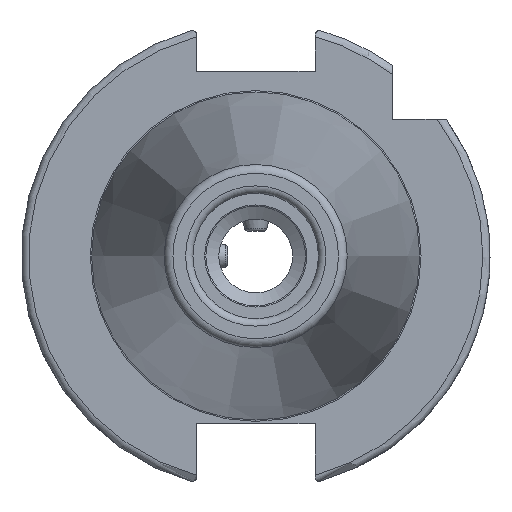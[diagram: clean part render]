
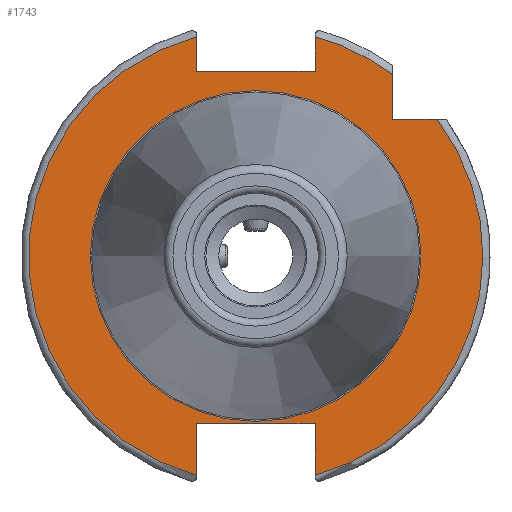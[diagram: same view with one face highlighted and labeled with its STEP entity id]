
A CAD part, left-side view. The second image highlights one B-rep face of the part: STEP entity #1743.
In plain terms, the highlighted planar face has unit normal (-1, 0, 0).
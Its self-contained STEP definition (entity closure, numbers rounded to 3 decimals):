
#88=FACE_BOUND('',#346,.T.);
#116=PLANE('',#1970);
#235=FACE_OUTER_BOUND('',#345,.T.);
#345=EDGE_LOOP('',(#1462,#1463,#1464,#1465,#1466,#1467,#1468,#1469,#1470,
#1471,#1472));
#346=EDGE_LOOP('',(#1473));
#416=LINE('',#2871,#528);
#423=LINE('',#2914,#535);
#445=LINE('',#3154,#557);
#458=LINE('',#3243,#570);
#462=LINE('',#3264,#574);
#464=LINE('',#3267,#576);
#465=LINE('',#3270,#577);
#466=LINE('',#3271,#578);
#528=VECTOR('',#2198,10.);
#535=VECTOR('',#2207,10.);
#557=VECTOR('',#2303,10.);
#570=VECTOR('',#2342,10.);
#574=VECTOR('',#2364,10.);
#576=VECTOR('',#2368,10.);
#577=VECTOR('',#2371,10.);
#578=VECTOR('',#2372,10.);
#651=CIRCLE('',#1911,30.775);
#667=CIRCLE('',#1944,30.775);
#671=CIRCLE('',#1953,30.775);
#676=CIRCLE('',#1971,22.4);
#764=VERTEX_POINT('',#2869);
#765=VERTEX_POINT('',#2870);
#774=VERTEX_POINT('',#2913);
#783=VERTEX_POINT('',#2955);
#810=VERTEX_POINT('',#3103);
#811=VERTEX_POINT('',#3110);
#820=VERTEX_POINT('',#3152);
#827=VERTEX_POINT('',#3202);
#835=VERTEX_POINT('',#3242);
#840=VERTEX_POINT('',#3263);
#841=VERTEX_POINT('',#3269);
#842=VERTEX_POINT('',#3272);
#951=EDGE_CURVE('',#764,#765,#416,.T.);
#962=EDGE_CURVE('',#774,#764,#423,.T.);
#972=EDGE_CURVE('',#774,#783,#651,.T.);
#1016=EDGE_CURVE('',#810,#811,#667,.T.);
#1028=EDGE_CURVE('',#810,#820,#445,.T.);
#1039=EDGE_CURVE('',#827,#765,#671,.T.);
#1053=EDGE_CURVE('',#835,#811,#458,.T.);
#1062=EDGE_CURVE('',#840,#783,#462,.T.);
#1064=EDGE_CURVE('',#820,#840,#464,.T.);
#1065=EDGE_CURVE('',#827,#841,#465,.T.);
#1066=EDGE_CURVE('',#841,#835,#466,.T.);
#1067=EDGE_CURVE('',#842,#842,#676,.T.);
#1462=ORIENTED_EDGE('',*,*,#951,.T.);
#1463=ORIENTED_EDGE('',*,*,#1039,.F.);
#1464=ORIENTED_EDGE('',*,*,#1065,.T.);
#1465=ORIENTED_EDGE('',*,*,#1066,.T.);
#1466=ORIENTED_EDGE('',*,*,#1053,.T.);
#1467=ORIENTED_EDGE('',*,*,#1016,.F.);
#1468=ORIENTED_EDGE('',*,*,#1028,.T.);
#1469=ORIENTED_EDGE('',*,*,#1064,.T.);
#1470=ORIENTED_EDGE('',*,*,#1062,.T.);
#1471=ORIENTED_EDGE('',*,*,#972,.F.);
#1472=ORIENTED_EDGE('',*,*,#962,.T.);
#1473=ORIENTED_EDGE('',*,*,#1067,.T.);
#1743=ADVANCED_FACE('',(#235,#88),#116,.T.);
#1911=AXIS2_PLACEMENT_3D('',#2956,#2215,#2216);
#1944=AXIS2_PLACEMENT_3D('',#3111,#2292,#2293);
#1953=AXIS2_PLACEMENT_3D('',#3209,#2318,#2319);
#1970=AXIS2_PLACEMENT_3D('',#3268,#2369,#2370);
#1971=AXIS2_PLACEMENT_3D('',#3273,#2373,#2374);
#2198=DIRECTION('',(0.,0.,1.));
#2207=DIRECTION('',(0.,1.,0.));
#2215=DIRECTION('center_axis',(1.,0.,0.));
#2216=DIRECTION('ref_axis',(0.,0.,-1.));
#2292=DIRECTION('center_axis',(1.,0.,0.));
#2293=DIRECTION('ref_axis',(0.,0.,-1.));
#2303=DIRECTION('',(0.,0.,1.));
#2318=DIRECTION('center_axis',(1.,0.,0.));
#2319=DIRECTION('ref_axis',(0.,0.,-1.));
#2342=DIRECTION('',(0.,0.,1.));
#2364=DIRECTION('',(0.,0.,-1.));
#2368=DIRECTION('',(0.,-1.,0.));
#2369=DIRECTION('center_axis',(-1.,0.,0.));
#2370=DIRECTION('ref_axis',(0.,0.,1.));
#2371=DIRECTION('',(0.,0.,-1.));
#2372=DIRECTION('',(0.,1.,0.));
#2373=DIRECTION('center_axis',(1.,0.,0.));
#2374=DIRECTION('ref_axis',(0.,0.,-1.));
#2869=CARTESIAN_POINT('',(3.2,-18.5,18.5));
#2870=CARTESIAN_POINT('',(3.2,-18.5,24.594));
#2871=CARTESIAN_POINT('',(3.2,-18.5,14.25));
#2913=CARTESIAN_POINT('',(3.2,-24.594,18.5));
#2914=CARTESIAN_POINT('',(3.2,6.138,18.5));
#2955=CARTESIAN_POINT('',(3.2,-8.05,-29.704));
#2956=CARTESIAN_POINT('Origin',(3.2,0.,0.));
#3103=CARTESIAN_POINT('',(3.2,8.05,-29.704));
#3110=CARTESIAN_POINT('',(3.2,8.05,29.704));
#3111=CARTESIAN_POINT('Origin',(3.2,0.,0.));
#3152=CARTESIAN_POINT('',(3.2,8.05,-22.7));
#3154=CARTESIAN_POINT('',(3.2,8.05,-11.35));
#3202=CARTESIAN_POINT('',(3.2,-8.05,29.704));
#3209=CARTESIAN_POINT('Origin',(3.2,0.,0.));
#3242=CARTESIAN_POINT('',(3.2,8.05,25.));
#3243=CARTESIAN_POINT('',(3.2,8.05,12.5));
#3263=CARTESIAN_POINT('',(3.2,-8.05,-22.7));
#3264=CARTESIAN_POINT('',(3.2,-8.05,-11.35));
#3267=CARTESIAN_POINT('',(3.2,15.388,-22.7));
#3268=CARTESIAN_POINT('Origin',(3.2,30.775,0.));
#3269=CARTESIAN_POINT('',(3.2,-8.05,25.));
#3270=CARTESIAN_POINT('',(3.2,-8.05,12.5));
#3271=CARTESIAN_POINT('',(3.2,15.388,25.));
#3272=CARTESIAN_POINT('',(3.2,0.,22.4));
#3273=CARTESIAN_POINT('Origin',(3.2,0.,0.));
